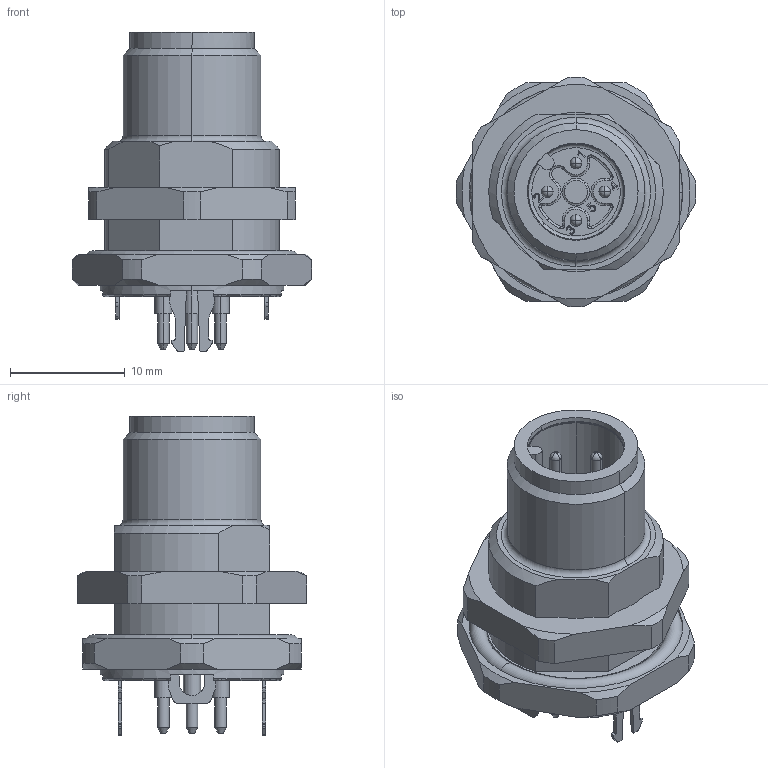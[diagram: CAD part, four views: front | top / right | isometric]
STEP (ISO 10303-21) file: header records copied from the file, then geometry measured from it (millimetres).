
FILE_DESCRIPTION(('CATIA V5 STEP Exchange','CAx-IF Rec.Pracs.--- Model Styling and Organization---1.4--- 2014-01-23'),'2;1');
FILE_NAME ('013890-2_0_1467710000_1467710000.stp','2020-11-19T15:40:07+00:00',('none'),('Weidmueller'),'CATIA Version 5-6 Release 2016 SP3 HF44','CATIA V5 STEP AP214','none');
FILE_SCHEMA(('AUTOMOTIVE_DESIGN { 1 0 10303 214 1 1 1 1 }'));
Length unit declared in the file: millimetre
Products named in the file (1): 1467710000
Bounding box: 20.89 x 19.99 x 27.8 mm (x, y, z)
Volume: 3507.2 mm3; surface area: 3685.9 mm2
Topology: 3 solids, 3 shells, 432 faces, 1232 edges, 802 vertices
Faces by surface type: plane 166, cylinder 143, cone 36, torus 33, extrusion 32, sphere 16, bspline 6
Entity records: 15243 total; most frequent: CARTESIAN_POINT 4634, ORIENTED_EDGE 2424, DIRECTION 1750, EDGE_CURVE 1212, VERTEX_POINT 800, AXIS2_PLACEMENT_3D 707, VECTOR 652, LINE 620
